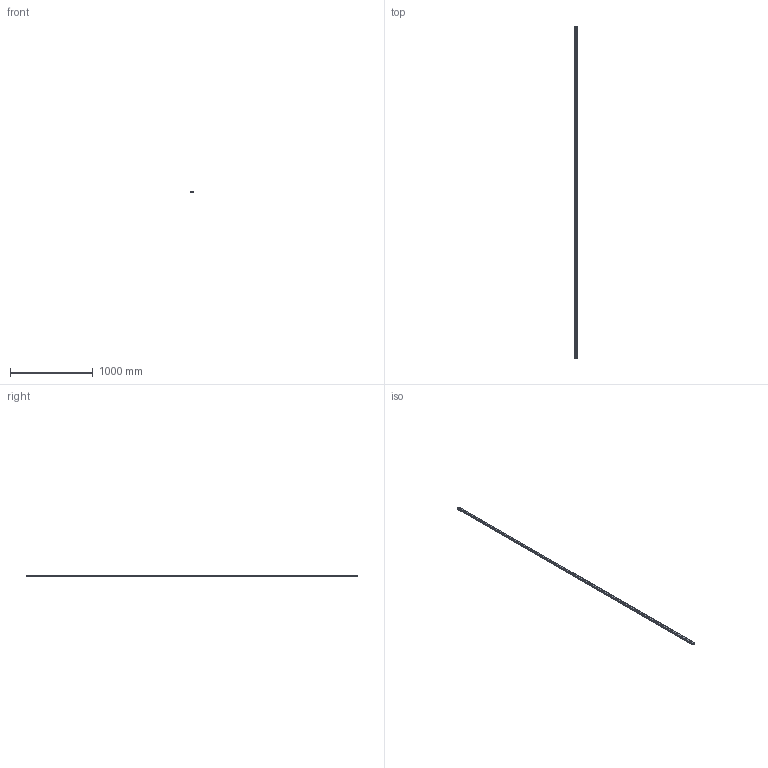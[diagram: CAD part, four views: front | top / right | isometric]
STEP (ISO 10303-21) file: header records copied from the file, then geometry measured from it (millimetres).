
FILE_DESCRIPTION(('STEP AP214'),'1');
FILE_NAME('cctmp_9BDC824C-E3AD-4E77-8722-2F7962FC13F9_2024_08_08_16_50_03_0689..stp','2024-08-08T14:50:03',('HIWIN GmbH'),('CADClick - www.CADClick.com'),'Spatial InterOp 3D',' ','unknown authorization');
FILE_SCHEMA(('AUTOMOTIVE_DESIGN'));
Length unit declared in the file: millimetre
Products named in the file (3): cc_unnamed; EGR30R4000C_FILE_1; EGR30R4000C_FILE
Assembly tree (2 placements, depth 2):
  cc_unnamed
    EGR30R4000C_FILE_1
    EGR30R4000C_FILE
Bounding box: 28 x 4000 x 23 mm (x, y, z)
Volume: 2236296.2 mm3; surface area: 449843.9 mm2
Topology: 2 solids, 2 shells, 656 faces, 1482 edges, 988 vertices
Faces by surface type: cylinder 336, plane 320
Entity records: 23926 total; most frequent: DIRECTION 3472, CARTESIAN_POINT 3129, ORIENTED_EDGE 2964, EDGE_CURVE 1482, AXIS2_PLACEMENT_3D 1331, VERTEX_POINT 988, EDGE_LOOP 814, LINE 810
